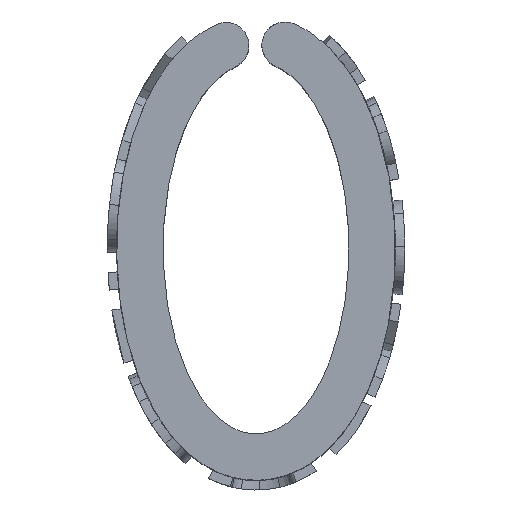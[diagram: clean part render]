
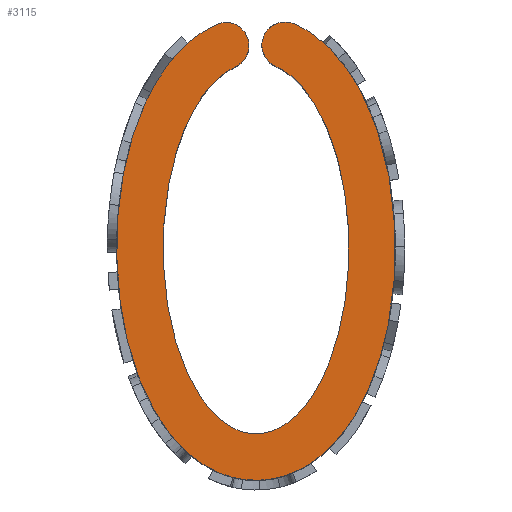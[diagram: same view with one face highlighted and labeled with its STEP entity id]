
A CAD part, top view. The second image highlights one B-rep face of the part: STEP entity #3115.
In plain terms, the highlighted planar face has unit normal (0, 0, 1).
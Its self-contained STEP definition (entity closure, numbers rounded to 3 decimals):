
#160=ELLIPSE('',#3138,10.,5.);
#211=PLANE('',#3188);
#394=FACE_OUTER_BOUND('',#591,.T.);
#591=EDGE_LOOP('',(#2925,#2926,#2927,#2928,#2929,#2930));
#602=B_SPLINE_CURVE_WITH_KNOTS('',3,(#3429,#3430,#3431,#3432,#3433,#3434,
#3435,#3436,#3437,#3438),.UNSPECIFIED.,.F.,.F.,(4,3,3,4),(0.,0.068,
0.136,0.237),.UNSPECIFIED.);
#604=B_SPLINE_CURVE_WITH_KNOTS('',3,(#3469,#3470,#3471,#3472,#3473,#3474,
#3475,#3476,#3477,#3478),.UNSPECIFIED.,.F.,.F.,(4,3,3,4),(0.,0.068,
0.135,0.237),.UNSPECIFIED.);
#756=B_SPLINE_CURVE_WITH_KNOTS('',3,(#4998,#4999,#5000,#5001,#5002,#5003,
#5004,#5005,#5006,#5007,#5008,#5009,#5010,#5011,#5012,#5013,#5014,#5015,
#5016,#5017,#5018,#5019,#5020,#5021,#5022,#5023,#5024,#5025,#5026,#5027,
#5028,#5029,#5030,#5031,#5032,#5033,#5034,#5035,#5036,#5037,#5038,#5039,
#5040,#5041,#5042,#5043,#5044,#5045,#5046,#5047,#5048,#5049),
 .UNSPECIFIED.,.F.,.F.,(4,3,3,3,3,3,3,3,3,3,3,3,3,3,3,3,3,4),(0.022,
0.057,0.091,0.159,0.295,
0.386,0.409,0.432,0.455,
0.477,0.523,0.568,0.636,
0.705,0.841,0.909,0.943,0.978),
 .UNSPECIFIED.);
#1090=CIRCLE('',#3131,1.25);
#1093=CIRCLE('',#3137,1.25);
#1094=VERTEX_POINT('',#3314);
#1095=VERTEX_POINT('',#3315);
#1102=VERTEX_POINT('',#3428);
#1103=VERTEX_POINT('',#3467);
#1104=VERTEX_POINT('',#3468);
#1105=VERTEX_POINT('',#3485);
#1428=EDGE_CURVE('',#1094,#1095,#1090,.T.);
#1437=EDGE_CURVE('',#1095,#1102,#602,.T.);
#1439=EDGE_CURVE('',#1103,#1104,#604,.T.);
#1442=EDGE_CURVE('',#1104,#1105,#1093,.T.);
#1444=EDGE_CURVE('',#1105,#1094,#160,.T.);
#1595=EDGE_CURVE('',#1103,#1102,#756,.T.);
#2925=ORIENTED_EDGE('',*,*,#1428,.F.);
#2926=ORIENTED_EDGE('',*,*,#1444,.F.);
#2927=ORIENTED_EDGE('',*,*,#1442,.F.);
#2928=ORIENTED_EDGE('',*,*,#1439,.F.);
#2929=ORIENTED_EDGE('',*,*,#1595,.T.);
#2930=ORIENTED_EDGE('',*,*,#1437,.F.);
#3115=ADVANCED_FACE('',(#394),#211,.F.);
#3131=AXIS2_PLACEMENT_3D('',#3316,#3193,#3194);
#3137=AXIS2_PLACEMENT_3D('',#3486,#3207,#3208);
#3138=AXIS2_PLACEMENT_3D('',#3506,#3210,#3211);
#3188=AXIS2_PLACEMENT_3D('',#8198,#3310,#3311);
#3193=DIRECTION('center_axis',(0.,0.,
-1.));
#3194=DIRECTION('ref_axis',(-0.861,-0.509,0.));
#3207=DIRECTION('center_axis',(0.,0.,
-1.));
#3208=DIRECTION('ref_axis',(-0.994,-0.109,0.));
#3210=DIRECTION('center_axis',(0.,0.,
1.));
#3211=DIRECTION('ref_axis',(0.,-1.,0.));
#3310=DIRECTION('center_axis',(0.,0.,
-1.));
#3311=DIRECTION('ref_axis',(-1.,0.,0.));
#3314=CARTESIAN_POINT('',(1.067,9.77,15.));
#3315=CARTESIAN_POINT('',(0.322,11.029,15.));
#3316=CARTESIAN_POINT('Origin',(1.567,10.915,15.));
#3428=CARTESIAN_POINT('',(2.067,12.061,15.));
#3429=CARTESIAN_POINT('Ctrl Pts',(0.322,11.029,15.));
#3430=CARTESIAN_POINT('Ctrl Pts',(0.343,11.253,15.));
#3431=CARTESIAN_POINT('Ctrl Pts',(0.425,11.471,15.));
#3432=CARTESIAN_POINT('Ctrl Pts',(0.558,11.653,15.));
#3433=CARTESIAN_POINT('Ctrl Pts',(0.691,11.834,15.));
#3434=CARTESIAN_POINT('Ctrl Pts',(0.874,11.98,15.));
#3435=CARTESIAN_POINT('Ctrl Pts',(1.081,12.067,15.));
#3436=CARTESIAN_POINT('Ctrl Pts',(1.392,12.197,15.));
#3437=CARTESIAN_POINT('Ctrl Pts',(1.758,12.196,15.));
#3438=CARTESIAN_POINT('Ctrl Pts',(2.067,12.061,15.));
#3467=CARTESIAN_POINT('',(-2.147,12.025,15.));
#3468=CARTESIAN_POINT('',(-0.386,11.024,15.));
#3469=CARTESIAN_POINT('Ctrl Pts',(-2.147,12.025,15.));
#3470=CARTESIAN_POINT('Ctrl Pts',(-1.942,12.119,15.));
#3471=CARTESIAN_POINT('Ctrl Pts',(-1.712,12.155,15.));
#3472=CARTESIAN_POINT('Ctrl Pts',(-1.489,12.13,15.));
#3473=CARTESIAN_POINT('Ctrl Pts',(-1.265,12.105,15.));
#3474=CARTESIAN_POINT('Ctrl Pts',(-1.048,12.018,15.));
#3475=CARTESIAN_POINT('Ctrl Pts',(-0.87,11.881,15.));
#3476=CARTESIAN_POINT('Ctrl Pts',(-0.603,11.676,15.));
#3477=CARTESIAN_POINT('Ctrl Pts',(-0.422,11.359,15.));
#3478=CARTESIAN_POINT('Ctrl Pts',(-0.386,11.024,15.));
#3485=CARTESIAN_POINT('',(-1.11,9.75,15.));
#3486=CARTESIAN_POINT('Origin',(-1.628,10.888,15.));
#3506=CARTESIAN_POINT('Origin',(0.,0.,
15.));
#4998=CARTESIAN_POINT('Ctrl Pts',(-2.147,12.025,15.));
#4999=CARTESIAN_POINT('Ctrl Pts',(-2.762,11.745,15.));
#5000=CARTESIAN_POINT('Ctrl Pts',(-3.31,11.362,15.));
#5001=CARTESIAN_POINT('Ctrl Pts',(-3.793,10.915,15.));
#5002=CARTESIAN_POINT('Ctrl Pts',(-4.276,10.468,15.));
#5003=CARTESIAN_POINT('Ctrl Pts',(-4.695,9.959,15.));
#5004=CARTESIAN_POINT('Ctrl Pts',(-5.067,9.403,15.));
#5005=CARTESIAN_POINT('Ctrl Pts',(-5.812,8.291,15.));
#5006=CARTESIAN_POINT('Ctrl Pts',(-6.371,6.995,15.));
#5007=CARTESIAN_POINT('Ctrl Pts',(-6.768,5.577,15.));
#5008=CARTESIAN_POINT('Ctrl Pts',(-7.562,2.742,15.));
#5009=CARTESIAN_POINT('Ctrl Pts',(-7.707,-0.577,
15.));
#5010=CARTESIAN_POINT('Ctrl Pts',(-7.207,-3.586,15.));
#5011=CARTESIAN_POINT('Ctrl Pts',(-6.874,-5.591,15.));
#5012=CARTESIAN_POINT('Ctrl Pts',(-6.255,-7.459,15.));
#5013=CARTESIAN_POINT('Ctrl Pts',(-5.325,-8.998,15.));
#5014=CARTESIAN_POINT('Ctrl Pts',(-5.093,-9.383,15.));
#5015=CARTESIAN_POINT('Ctrl Pts',(-4.841,-9.747,15.));
#5016=CARTESIAN_POINT('Ctrl Pts',(-4.564,-10.09,15.));
#5017=CARTESIAN_POINT('Ctrl Pts',(-4.287,-10.432,15.));
#5018=CARTESIAN_POINT('Ctrl Pts',(-3.985,-10.752,15.));
#5019=CARTESIAN_POINT('Ctrl Pts',(-3.655,-11.041,15.));
#5020=CARTESIAN_POINT('Ctrl Pts',(-3.324,-11.33,15.));
#5021=CARTESIAN_POINT('Ctrl Pts',(-2.965,-11.587,15.));
#5022=CARTESIAN_POINT('Ctrl Pts',(-2.577,-11.807,15.));
#5023=CARTESIAN_POINT('Ctrl Pts',(-2.188,-12.027,15.));
#5024=CARTESIAN_POINT('Ctrl Pts',(-1.769,-12.209,15.));
#5025=CARTESIAN_POINT('Ctrl Pts',(-1.327,-12.327,15.));
#5026=CARTESIAN_POINT('Ctrl Pts',(-0.443,-12.564,
15.));
#5027=CARTESIAN_POINT('Ctrl Pts',(0.536,-12.548,15.));
#5028=CARTESIAN_POINT('Ctrl Pts',(1.412,-12.299,15.));
#5029=CARTESIAN_POINT('Ctrl Pts',(2.288,-12.05,15.));
#5030=CARTESIAN_POINT('Ctrl Pts',(3.061,-11.567,15.));
#5031=CARTESIAN_POINT('Ctrl Pts',(3.718,-10.98,15.));
#5032=CARTESIAN_POINT('Ctrl Pts',(4.705,-10.098,15.));
#5033=CARTESIAN_POINT('Ctrl Pts',(5.43,-8.979,15.));
#5034=CARTESIAN_POINT('Ctrl Pts',(5.999,-7.703,15.));
#5035=CARTESIAN_POINT('Ctrl Pts',(6.568,-6.428,15.));
#5036=CARTESIAN_POINT('Ctrl Pts',(6.98,-4.995,15.));
#5037=CARTESIAN_POINT('Ctrl Pts',(7.226,-3.488,15.));
#5038=CARTESIAN_POINT('Ctrl Pts',(7.718,-0.473,15.));
#5039=CARTESIAN_POINT('Ctrl Pts',(7.547,2.842,15.));
#5040=CARTESIAN_POINT('Ctrl Pts',(6.74,5.668,15.));
#5041=CARTESIAN_POINT('Ctrl Pts',(6.336,7.08,15.));
#5042=CARTESIAN_POINT('Ctrl Pts',(5.773,8.371,15.));
#5043=CARTESIAN_POINT('Ctrl Pts',(5.02,9.474,15.));
#5044=CARTESIAN_POINT('Ctrl Pts',(4.643,10.026,15.));
#5045=CARTESIAN_POINT('Ctrl Pts',(4.219,10.531,15.));
#5046=CARTESIAN_POINT('Ctrl Pts',(3.73,10.972,15.));
#5047=CARTESIAN_POINT('Ctrl Pts',(3.241,11.413,15.));
#5048=CARTESIAN_POINT('Ctrl Pts',(2.688,11.79,15.));
#5049=CARTESIAN_POINT('Ctrl Pts',(2.067,12.061,15.));
#8198=CARTESIAN_POINT('Origin',(-0.273,9.985,15.));
